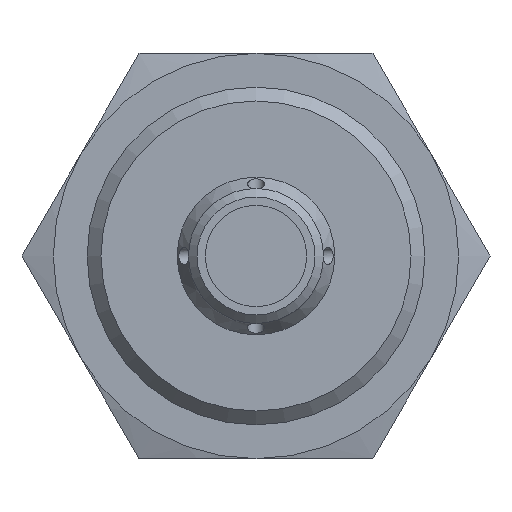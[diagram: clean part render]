
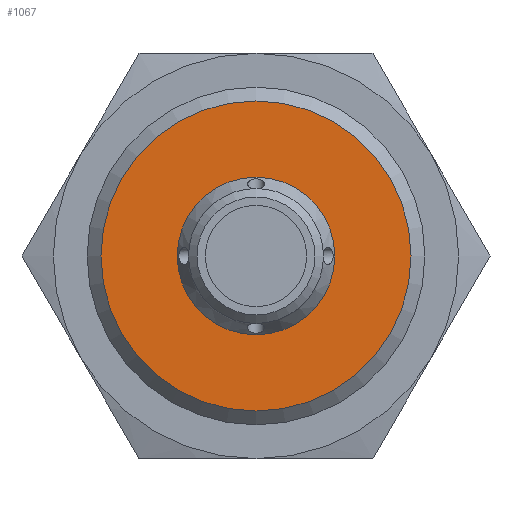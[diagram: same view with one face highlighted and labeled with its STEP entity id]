
A CAD part, left-side view. The second image highlights one B-rep face of the part: STEP entity #1067.
In plain terms, the highlighted planar face has unit normal (-1, 0, 0).
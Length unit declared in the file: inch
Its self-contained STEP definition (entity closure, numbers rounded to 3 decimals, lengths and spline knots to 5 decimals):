
#39 = DIRECTION ( 'NONE',  ( -1., 0., 0. ) ) ;
#314 = DIRECTION ( 'NONE',  ( 0., 0., 1. ) ) ;
#367 = EDGE_LOOP ( 'NONE', ( #1928 ) ) ;
#409 = VERTEX_POINT ( 'NONE', #497 ) ;
#497 = CARTESIAN_POINT ( 'NONE',  ( -0.27559, 0., 0.27559 ) ) ;
#528 = VERTEX_POINT ( 'NONE', #1274 ) ;
#554 = PLANE ( 'NONE',  #3054 ) ;
#587 = FACE_BOUND ( 'NONE', #367, .T. ) ;
#620 = CIRCLE ( 'NONE', #791, 0.54224 ) ;
#791 = AXIS2_PLACEMENT_3D ( 'NONE', #2812, #1006, #991 ) ;
#991 = DIRECTION ( 'NONE',  ( 0., 0., -1. ) ) ;
#1006 = DIRECTION ( 'NONE',  ( 1., 0., 0. ) ) ;
#1067 = ADVANCED_FACE ( 'NONE', ( #587, #1170 ), #554, .T. ) ;
#1117 = DIRECTION ( 'NONE',  ( 0., 0., 1. ) ) ;
#1170 = FACE_OUTER_BOUND ( 'NONE', #1791, .T. ) ;
#1233 = AXIS2_PLACEMENT_3D ( 'NONE', #2130, #2175, #1117 ) ;
#1274 = CARTESIAN_POINT ( 'NONE',  ( -0.27559, 0., -0.54224 ) ) ;
#1708 = ORIENTED_EDGE ( 'NONE', *, *, #2095, .F. ) ;
#1791 = EDGE_LOOP ( 'NONE', ( #1708 ) ) ;
#1876 = EDGE_CURVE ( 'NONE', #409, #409, #2658, .T. ) ;
#1928 = ORIENTED_EDGE ( 'NONE', *, *, #1876, .F. ) ;
#2095 = EDGE_CURVE ( 'NONE', #528, #528, #620, .T. ) ;
#2130 = CARTESIAN_POINT ( 'NONE',  ( -0.27559, 0., 0. ) ) ;
#2175 = DIRECTION ( 'NONE',  ( -1., 0., 0. ) ) ;
#2658 = CIRCLE ( 'NONE', #1233, 0.27559 ) ;
#2812 = CARTESIAN_POINT ( 'NONE',  ( -0.27559, 0., 0. ) ) ;
#3054 = AXIS2_PLACEMENT_3D ( 'NONE', #3168, #39, #314 ) ;
#3168 = CARTESIAN_POINT ( 'NONE',  ( -0.27559, 0.54224, 0. ) ) ;
